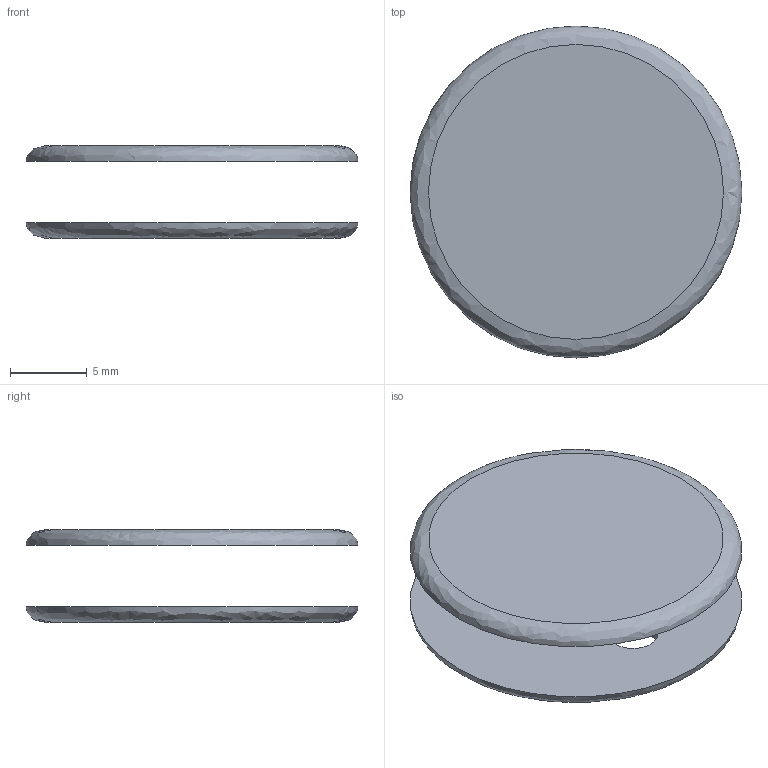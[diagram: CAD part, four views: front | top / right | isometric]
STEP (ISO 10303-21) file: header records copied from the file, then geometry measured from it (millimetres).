
FILE_DESCRIPTION(('HOOPS Exchange Step'),'2;1');
FILE_NAME('temp_export','2023-12-17T00:51:54-05:00',('jscotto'),('Shapr3D Limited'),'HOOPS Exchange 2023.2','Shapr3D','Authorized');
FILE_SCHEMA( ('AUTOMOTIVE_DESIGN { 1 0 10303 214 1 1 1 1 }') );
Length unit declared in the file: millimetre
Products named in the file (1): Topper (B)
Bounding box: 21.6 x 21.6 x 6 mm (x, y, z)
Volume: 677.6 mm3; surface area: 1522.6 mm2
Topology: 2 solids, 2 shells, 9 faces, 16 edges, 11 vertices
Faces by surface type: bspline 5, plane 4
Entity records: 2581 total; most frequent: CARTESIAN_POINT 2404, ORIENTED_EDGE 32, DIRECTION 18, EDGE_CURVE 16, EDGE_LOOP 15, FACE_BOUND 15, VERTEX_POINT 11, B_SPLINE_CURVE_WITH_KNOTS 10
